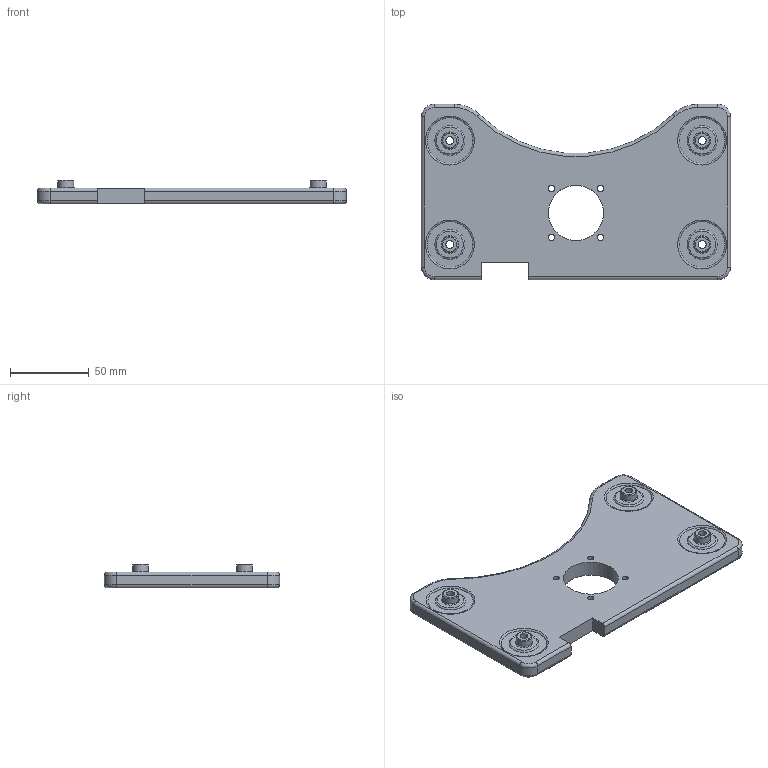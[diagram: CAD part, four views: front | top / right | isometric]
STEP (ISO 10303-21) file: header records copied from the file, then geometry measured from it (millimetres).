
FILE_DESCRIPTION(/* description */ (''),/* implementation_level */ '2;1');
FILE_NAME(/* name */ 'HousingElectrical v3.step',/* time_stamp */ '2020-03-23T00:27:40+01:00',/* author */ (''),/* organization */ (''),/* preprocessor_version */ 'ST-DEVELOPER v18',/* originating_system */ 'Autodesk Translation Framework v8.12.0.6',/* authorisation */ '');
FILE_SCHEMA (('AUTOMOTIVE_DESIGN { 1 0 10303 214 3 1 1 }'));
Length unit declared in the file: millimetre
Products named in the file (1): HousingElectrical
Bounding box: 196 x 111.22 x 15 mm (x, y, z)
Volume: 171509.5 mm3; surface area: 43854.6 mm2
Topology: 1 solids, 1 shells, 93 faces, 249 edges, 174 vertices
Faces by surface type: cylinder 36, torus 30, plane 27
Full cylindrical faces by diameter (mm): 4 x4, 5 x4, 10 x4, 10.5 x4, 35 x1
Entity records: 3160 total; most frequent: DIRECTION 623, CARTESIAN_POINT 517, ORIENTED_EDGE 498, AXIS2_PLACEMENT_3D 280, EDGE_CURVE 249, CIRCLE 186, VERTEX_POINT 174, EDGE_LOOP 127
